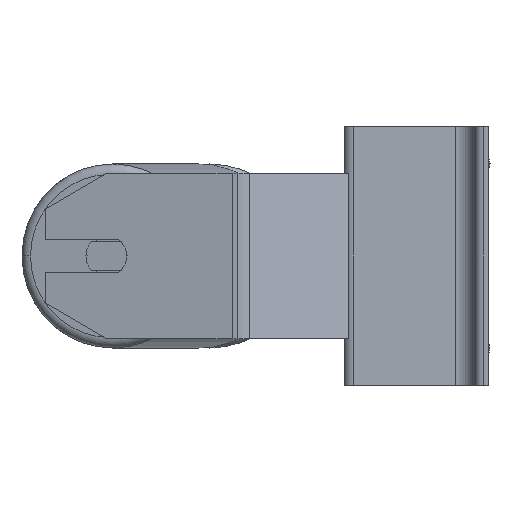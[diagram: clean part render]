
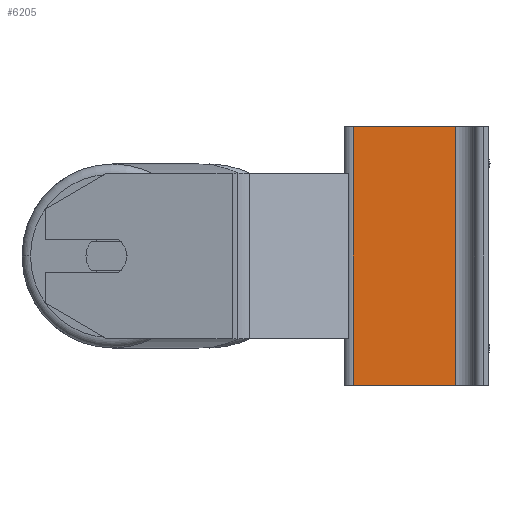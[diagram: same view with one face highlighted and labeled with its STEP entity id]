
A CAD part, left-side view. The second image highlights one B-rep face of the part: STEP entity #6205.
In plain terms, the highlighted planar face has unit normal (-1, 0, 0).
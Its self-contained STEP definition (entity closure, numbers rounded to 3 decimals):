
#422 = VERTEX_POINT ( 'NONE', #6714 ) ;
#808 = CARTESIAN_POINT ( 'NONE',  ( -412., 13.5, 62.5 ) ) ;
#929 = VECTOR ( 'NONE', #4060, 1000. ) ;
#1191 = DIRECTION ( 'NONE',  ( 0., 0., -1. ) ) ;
#1968 = ORIENTED_EDGE ( 'NONE', *, *, #9488, .T. ) ;
#2238 = FACE_OUTER_BOUND ( 'NONE', #8166, .T. ) ;
#2239 = LINE ( 'NONE', #6379, #10572 ) ;
#3034 = CARTESIAN_POINT ( 'NONE',  ( -412., 13.5, 62.5 ) ) ;
#3044 = LINE ( 'NONE', #6231, #6772 ) ;
#3052 = AXIS2_PLACEMENT_3D ( 'NONE', #3034, #3193, #5562 ) ;
#3193 = DIRECTION ( 'NONE',  ( 1., 0., 0. ) ) ;
#3429 = ORIENTED_EDGE ( 'NONE', *, *, #7470, .T. ) ;
#3796 = EDGE_CURVE ( 'NONE', #422, #8677, #8162, .T. ) ;
#4060 = DIRECTION ( 'NONE',  ( 0., -1., 0. ) ) ;
#4383 = VERTEX_POINT ( 'NONE', #7368 ) ;
#5186 = ORIENTED_EDGE ( 'NONE', *, *, #8829, .F. ) ;
#5352 = VERTEX_POINT ( 'NONE', #10470 ) ;
#5507 = DIRECTION ( 'NONE',  ( 0., 0., -1. ) ) ;
#5562 = DIRECTION ( 'NONE',  ( 0., 1., 0. ) ) ;
#5680 = ORIENTED_EDGE ( 'NONE', *, *, #3796, .F. ) ;
#5923 = VECTOR ( 'NONE', #1191, 1000. ) ;
#6088 = CARTESIAN_POINT ( 'NONE',  ( -412., 13.5, 62.5 ) ) ;
#6205 = ADVANCED_FACE ( 'NONE', ( #2238 ), #8090, .F. ) ;
#6231 = CARTESIAN_POINT ( 'NONE',  ( -412., 13.5, -62.5 ) ) ;
#6379 = CARTESIAN_POINT ( 'NONE',  ( -412., -36., 62.5 ) ) ;
#6714 = CARTESIAN_POINT ( 'NONE',  ( -412., 13.5, 62.5 ) ) ;
#6772 = VECTOR ( 'NONE', #9525, 1000. ) ;
#7368 = CARTESIAN_POINT ( 'NONE',  ( -412., -36., -62.5 ) ) ;
#7470 = EDGE_CURVE ( 'NONE', #5352, #4383, #3044, .T. ) ;
#7692 = LINE ( 'NONE', #6088, #5923 ) ;
#8090 = PLANE ( 'NONE',  #3052 ) ;
#8162 = LINE ( 'NONE', #808, #929 ) ;
#8166 = EDGE_LOOP ( 'NONE', ( #3429, #5186, #5680, #1968 ) ) ;
#8677 = VERTEX_POINT ( 'NONE', #8895 ) ;
#8829 = EDGE_CURVE ( 'NONE', #8677, #4383, #2239, .T. ) ;
#8895 = CARTESIAN_POINT ( 'NONE',  ( -412., -36., 62.5 ) ) ;
#9488 = EDGE_CURVE ( 'NONE', #422, #5352, #7692, .T. ) ;
#9525 = DIRECTION ( 'NONE',  ( 0., -1., 0. ) ) ;
#10470 = CARTESIAN_POINT ( 'NONE',  ( -412., 13.5, -62.5 ) ) ;
#10572 = VECTOR ( 'NONE', #5507, 1000. ) ;
